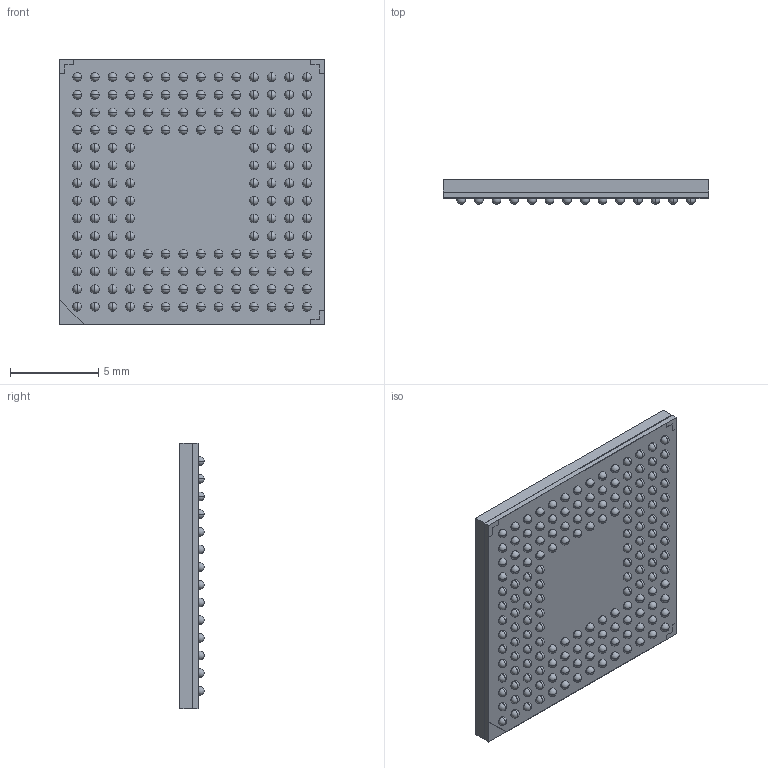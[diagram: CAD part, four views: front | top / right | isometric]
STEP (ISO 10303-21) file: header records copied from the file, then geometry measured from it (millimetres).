
FILE_DESCRIPTION((''),'2;1');
FILE_NAME('UJB160A_ASM','2012-02-08T',('CKXSSC'),(''),'PRO/ENGINEER BY PARAMETRIC TECHNOLOGY CORPORATION, 2011220','PRO/ENGINEER BY PARAMETRIC TECHNOLOGY CORPORATION, 2011220','');
FILE_SCHEMA(('AUTOMOTIVE_DESIGN_CC2 { 1 2 10303 214 -1 1 5 2 }'));
Length unit declared in the file: millimetre
Products named in the file (6): SUBSTR_UJB160A; SMASK_TOP_UJB160A; BODY_UJB160A; BALL_BGA; SMASK_BOT_UJB160A; UJB160A_ASM
Assembly tree (164 placements, depth 2):
  UJB160A_ASM
    SUBSTR_UJB160A
    SMASK_TOP_UJB160A
    BODY_UJB160A
    BALL_BGA  x160
    SMASK_BOT_UJB160A
Bounding box: 15 x 1.37 x 15 mm (x, y, z)
Volume: 241.4 mm3; surface area: 1929.3 mm2
Topology: 164 solids, 164 shells, 837 faces, 2007 edges, 1178 vertices
Faces by surface type: sphere 320, cylinder 320, plane 197
Entity records: 17584 total; most frequent: DIRECTION 2755, CARTESIAN_POINT 2282, ORIENTED_EDGE 2102, AXIS2_PLACEMENT_3D 1174, PRESENTATION_STYLE_ASSIGNMENT 1057, STYLED_ITEM 1056, CURVE_STYLE 1051, EDGE_CURVE 1051
